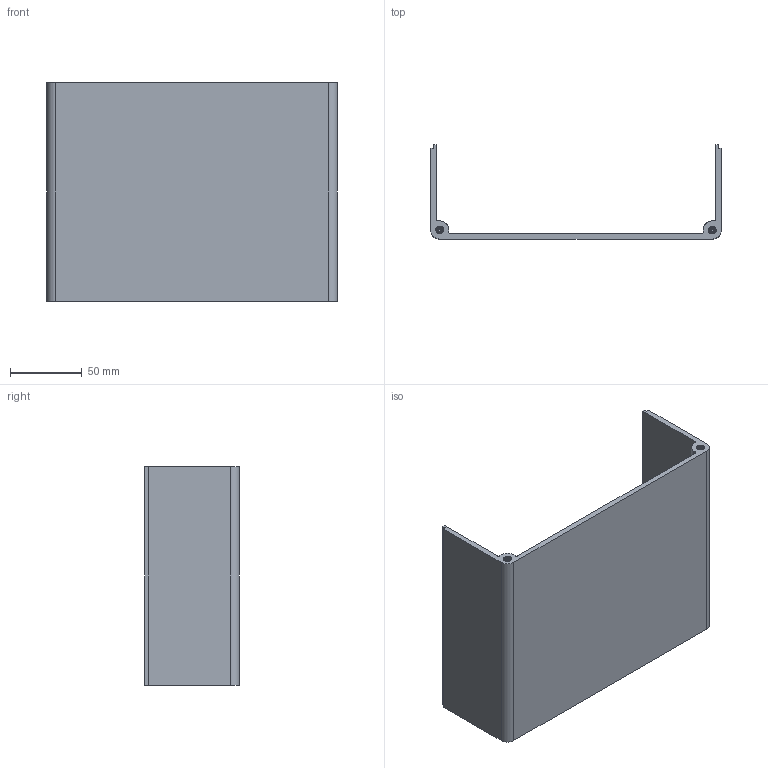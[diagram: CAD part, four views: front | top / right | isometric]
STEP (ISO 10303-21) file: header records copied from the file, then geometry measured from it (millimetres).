
FILE_DESCRIPTION (( 'STEP AP214' ), '1' );
FILE_NAME ('Top Panel Assy.step', '2021-02-21T00:32:04', ( '' ), ( '' ), 'SwSTEP 2.0', 'SolidWorks 2021', '' );
FILE_SCHEMA (( 'AUTOMOTIVE_DESIGN' ));
Length unit declared in the file: inch
Products named in the file (3): Top Panel Assy; Smart Shunt Meter Top Enclosure; 93365A132_HEAT-SET INSERTS FOR PLASTICS_93365A132
Assembly tree (5 placements, depth 2):
  Top Panel Assy
    Smart Shunt Meter Top Enclosure
    93365A132_HEAT-SET INSERTS FOR PLASTICS_93365A132  x4
Bounding box: 203.2 x 66.04 x 152.4 mm (x, y, z)
Volume: 190419.8 mm3; surface area: 103965.5 mm2
Topology: 5 solids, 5 shells, 1146 faces, 3284 edges, 2164 vertices
Faces by surface type: bspline 600, cylinder 428, cone 60, plane 54, torus 4
Entity records: 15626 total; most frequent: CARTESIAN_POINT 8277, ORIENTED_EDGE 1986, DIRECTION 1091, EDGE_CURVE 993, VERTEX_POINT 646, AXIS2_PLACEMENT_3D 464, EDGE_LOOP 371, ADVANCED_FACE 360
